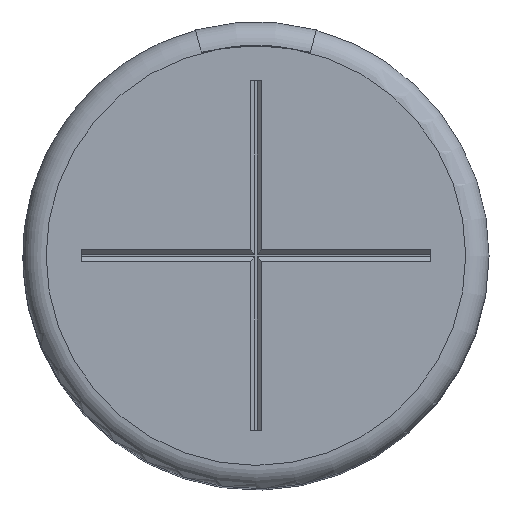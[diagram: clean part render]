
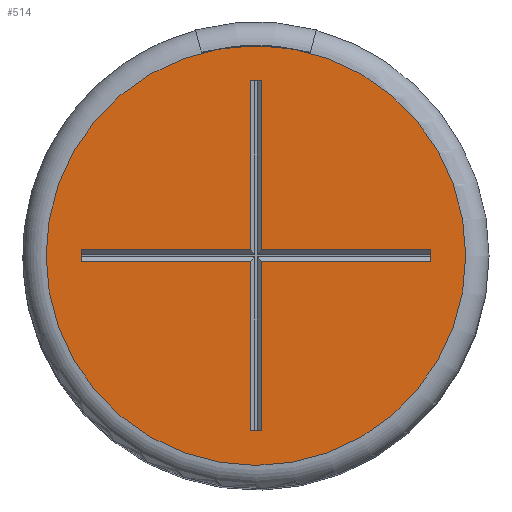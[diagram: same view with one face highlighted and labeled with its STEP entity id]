
A CAD part, top view. The second image highlights one B-rep face of the part: STEP entity #514.
In plain terms, the highlighted planar face has unit normal (0, 0, 1).
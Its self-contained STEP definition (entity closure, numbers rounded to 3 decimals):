
#33 = VERTEX_POINT('',#34);
#34 = CARTESIAN_POINT('',(4.5,0.,17.));
#41 = EDGE_CURVE('',#33,#33,#42,.T.);
#42 = CIRCLE('',#43,4.5);
#43 = AXIS2_PLACEMENT_3D('',#44,#45,#46);
#44 = CARTESIAN_POINT('',(0.,0.,17.));
#45 = DIRECTION('',(0.,0.,-1.));
#46 = DIRECTION('',(1.,0.,0.));
#514 = ADVANCED_FACE('',(#515,#518),#616,.T.);
#515 = FACE_BOUND('',#516,.T.);
#516 = EDGE_LOOP('',(#517));
#517 = ORIENTED_EDGE('',*,*,#41,.F.);
#518 = FACE_BOUND('',#519,.T.);
#519 = EDGE_LOOP('',(#520,#530,#538,#546,#554,#562,#570,#578,#586,#594,
    #602,#610));
#520 = ORIENTED_EDGE('',*,*,#521,.F.);
#521 = EDGE_CURVE('',#522,#524,#526,.T.);
#522 = VERTEX_POINT('',#523);
#523 = CARTESIAN_POINT('',(-0.125,-3.75,17.));
#524 = VERTEX_POINT('',#525);
#525 = CARTESIAN_POINT('',(0.125,-3.75,17.));
#526 = LINE('',#527,#528);
#527 = CARTESIAN_POINT('',(-0.125,-3.75,17.));
#528 = VECTOR('',#529,1.);
#529 = DIRECTION('',(1.,0.,0.));
#530 = ORIENTED_EDGE('',*,*,#531,.T.);
#531 = EDGE_CURVE('',#522,#532,#534,.T.);
#532 = VERTEX_POINT('',#533);
#533 = CARTESIAN_POINT('',(-0.125,-0.125,17.));
#534 = LINE('',#535,#536);
#535 = CARTESIAN_POINT('',(-0.125,-3.75,17.));
#536 = VECTOR('',#537,1.);
#537 = DIRECTION('',(0.,1.,0.));
#538 = ORIENTED_EDGE('',*,*,#539,.T.);
#539 = EDGE_CURVE('',#532,#540,#542,.T.);
#540 = VERTEX_POINT('',#541);
#541 = CARTESIAN_POINT('',(-3.75,-0.125,17.));
#542 = LINE('',#543,#544);
#543 = CARTESIAN_POINT('',(3.75,-0.125,17.));
#544 = VECTOR('',#545,1.);
#545 = DIRECTION('',(-1.,0.,0.));
#546 = ORIENTED_EDGE('',*,*,#547,.T.);
#547 = EDGE_CURVE('',#540,#548,#550,.T.);
#548 = VERTEX_POINT('',#549);
#549 = CARTESIAN_POINT('',(-3.75,0.125,17.));
#550 = LINE('',#551,#552);
#551 = CARTESIAN_POINT('',(-3.75,-0.125,17.));
#552 = VECTOR('',#553,1.);
#553 = DIRECTION('',(0.,1.,0.));
#554 = ORIENTED_EDGE('',*,*,#555,.F.);
#555 = EDGE_CURVE('',#556,#548,#558,.T.);
#556 = VERTEX_POINT('',#557);
#557 = CARTESIAN_POINT('',(-0.125,0.125,17.));
#558 = LINE('',#559,#560);
#559 = CARTESIAN_POINT('',(3.75,0.125,17.));
#560 = VECTOR('',#561,1.);
#561 = DIRECTION('',(-1.,0.,0.));
#562 = ORIENTED_EDGE('',*,*,#563,.T.);
#563 = EDGE_CURVE('',#556,#564,#566,.T.);
#564 = VERTEX_POINT('',#565);
#565 = CARTESIAN_POINT('',(-0.125,3.75,17.));
#566 = LINE('',#567,#568);
#567 = CARTESIAN_POINT('',(-0.125,-3.75,17.));
#568 = VECTOR('',#569,1.);
#569 = DIRECTION('',(0.,1.,0.));
#570 = ORIENTED_EDGE('',*,*,#571,.T.);
#571 = EDGE_CURVE('',#564,#572,#574,.T.);
#572 = VERTEX_POINT('',#573);
#573 = CARTESIAN_POINT('',(0.125,3.75,17.));
#574 = LINE('',#575,#576);
#575 = CARTESIAN_POINT('',(-0.125,3.75,17.));
#576 = VECTOR('',#577,1.);
#577 = DIRECTION('',(1.,0.,0.));
#578 = ORIENTED_EDGE('',*,*,#579,.F.);
#579 = EDGE_CURVE('',#580,#572,#582,.T.);
#580 = VERTEX_POINT('',#581);
#581 = CARTESIAN_POINT('',(0.125,0.125,17.));
#582 = LINE('',#583,#584);
#583 = CARTESIAN_POINT('',(0.125,-3.75,17.));
#584 = VECTOR('',#585,1.);
#585 = DIRECTION('',(0.,1.,0.));
#586 = ORIENTED_EDGE('',*,*,#587,.F.);
#587 = EDGE_CURVE('',#588,#580,#590,.T.);
#588 = VERTEX_POINT('',#589);
#589 = CARTESIAN_POINT('',(3.75,0.125,17.));
#590 = LINE('',#591,#592);
#591 = CARTESIAN_POINT('',(3.75,0.125,17.));
#592 = VECTOR('',#593,1.);
#593 = DIRECTION('',(-1.,0.,0.));
#594 = ORIENTED_EDGE('',*,*,#595,.F.);
#595 = EDGE_CURVE('',#596,#588,#598,.T.);
#596 = VERTEX_POINT('',#597);
#597 = CARTESIAN_POINT('',(3.75,-0.125,17.));
#598 = LINE('',#599,#600);
#599 = CARTESIAN_POINT('',(3.75,-0.125,17.));
#600 = VECTOR('',#601,1.);
#601 = DIRECTION('',(0.,1.,0.));
#602 = ORIENTED_EDGE('',*,*,#603,.T.);
#603 = EDGE_CURVE('',#596,#604,#606,.T.);
#604 = VERTEX_POINT('',#605);
#605 = CARTESIAN_POINT('',(0.125,-0.125,17.));
#606 = LINE('',#607,#608);
#607 = CARTESIAN_POINT('',(3.75,-0.125,17.));
#608 = VECTOR('',#609,1.);
#609 = DIRECTION('',(-1.,0.,0.));
#610 = ORIENTED_EDGE('',*,*,#611,.F.);
#611 = EDGE_CURVE('',#524,#604,#612,.T.);
#612 = LINE('',#613,#614);
#613 = CARTESIAN_POINT('',(0.125,-3.75,17.));
#614 = VECTOR('',#615,1.);
#615 = DIRECTION('',(0.,1.,0.));
#616 = PLANE('',#617);
#617 = AXIS2_PLACEMENT_3D('',#618,#619,#620);
#618 = CARTESIAN_POINT('',(0.,0.,17.)
  );
#619 = DIRECTION('',(0.,0.,1.));
#620 = DIRECTION('',(1.,0.,0.));
